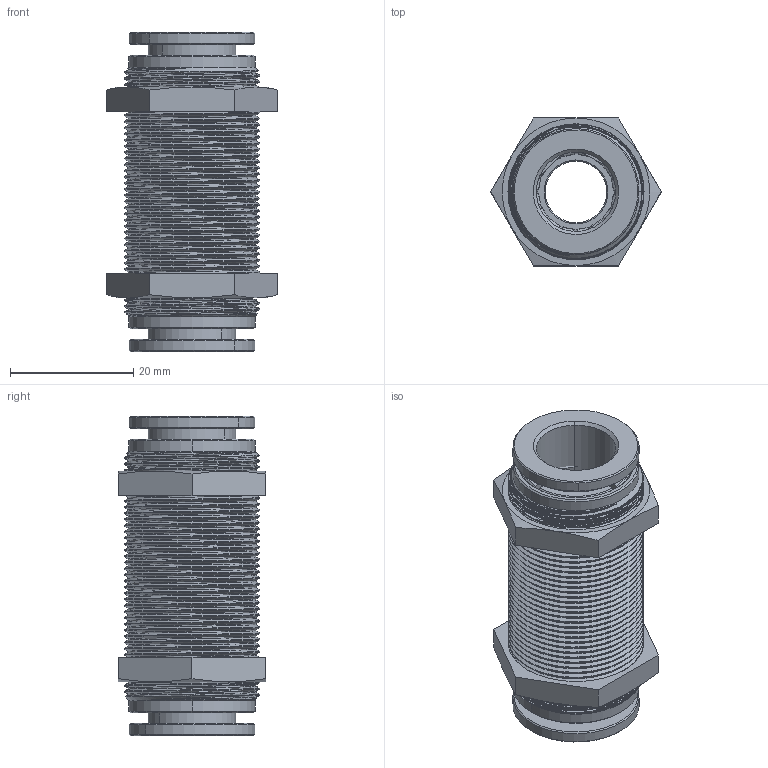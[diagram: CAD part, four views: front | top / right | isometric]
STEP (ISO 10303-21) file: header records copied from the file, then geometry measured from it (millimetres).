
FILE_DESCRIPTION (( 'STEP AP214' ), '1' );
FILE_NAME ('BUS1-2W.STEP', '2018-07-05T15:40:26', ( '' ), ( '' ), 'SwSTEP 2.0', 'SolidWorks 2016', '' );
FILE_SCHEMA (( 'AUTOMOTIVE_DESIGN' ));
Length unit declared in the file: millimetre
Products named in the file (1): BUS1-2W
Bounding box: 27.71 x 24 x 51.88 mm (x, y, z)
Volume: 11115.2 mm3; surface area: 17239.8 mm2
Topology: 13 solids, 13 shells, 941 faces, 2623 edges, 1718 vertices
Faces by surface type: plane 312, cone 289, cylinder 219, bspline 117, torus 4
Entity records: 53918 total; most frequent: CARTESIAN_POINT 21436, ORIENTED_EDGE 5246, DIRECTION 3891, EDGE_CURVE 2623, VERTEX_POINT 1718, AXIS2_PLACEMENT_3D 1585, EDGE_LOOP 977, UNCERTAINTY_MEASURE_WITH_UNIT 956
